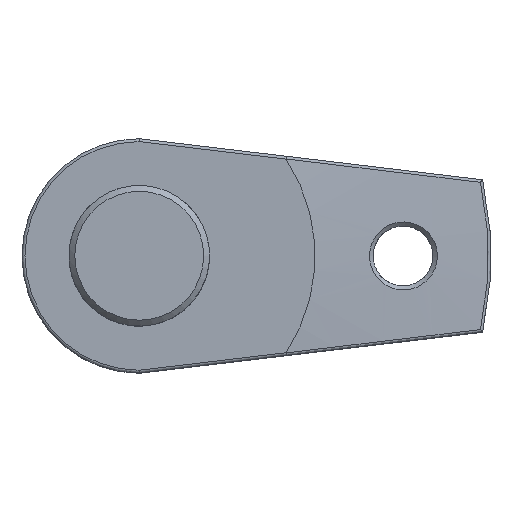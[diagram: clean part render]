
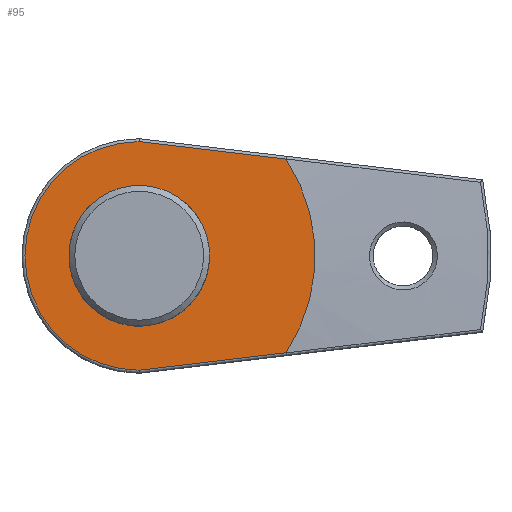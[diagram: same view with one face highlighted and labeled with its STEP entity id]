
A CAD part, top view. The second image highlights one B-rep face of the part: STEP entity #95.
In plain terms, the highlighted planar face has unit normal (0, 0, 1).
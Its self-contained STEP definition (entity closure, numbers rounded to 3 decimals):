
#95 = ADVANCED_FACE( '', ( #156, #157 ), #158, .T. );
#156 = FACE_OUTER_BOUND( '', #349, .T. );
#157 = FACE_BOUND( '', #350, .T. );
#158 = PLANE( '', #351 );
#349 = EDGE_LOOP( '', ( #533, #534, #535, #536 ) );
#350 = EDGE_LOOP( '', ( #537 ) );
#351 = AXIS2_PLACEMENT_3D( '', #538, #539, #540 );
#533 = ORIENTED_EDGE( '', *, *, #637, .T. );
#534 = ORIENTED_EDGE( '', *, *, #635, .T. );
#535 = ORIENTED_EDGE( '', *, *, #615, .T. );
#536 = ORIENTED_EDGE( '', *, *, #631, .T. );
#537 = ORIENTED_EDGE( '', *, *, #622, .F. );
#538 = CARTESIAN_POINT( '', ( 0., 0., 57. ) );
#539 = DIRECTION( '', ( 0., 0., 1. ) );
#540 = DIRECTION( '', ( 1., 0., 0. ) );
#615 = EDGE_CURVE( '', #690, #691, #692, .T. );
#622 = EDGE_CURVE( '', #704, #704, #705, .T. );
#631 = EDGE_CURVE( '', #691, #718, #719, .T. );
#635 = EDGE_CURVE( '', #723, #690, #725, .T. );
#637 = EDGE_CURVE( '', #718, #723, #727, .T. );
#690 = VERTEX_POINT( '', #881 );
#691 = VERTEX_POINT( '', #882 );
#692 = CIRCLE( '', #883, 30. );
#704 = VERTEX_POINT( '', #951 );
#705 = CIRCLE( '', #952, 12. );
#718 = VERTEX_POINT( '', #1129 );
#719 = LINE( '', #1130, #1131 );
#723 = VERTEX_POINT( '', #1141 );
#725 = LINE( '', #1148, #1149 );
#727 = CIRCLE( '', #1151, 19.5 );
#881 = CARTESIAN_POINT( '', ( 25.053, -16.502, 57. ) );
#882 = CARTESIAN_POINT( '', ( 25.053, 16.502, 57. ) );
#883 = AXIS2_PLACEMENT_3D( '', #1205, #1206, #1207 );
#951 = CARTESIAN_POINT( '', ( 11.915, 1.424, 57. ) );
#952 = AXIS2_PLACEMENT_3D( '', #1214, #1215, #1216 );
#1129 = CARTESIAN_POINT( '', ( -0.03, 19.5, 57. ) );
#1130 = CARTESIAN_POINT( '', ( -0.059, 19.504, 57. ) );
#1131 = VECTOR( '', #1226, 1000. );
#1141 = CARTESIAN_POINT( '', ( -0.03, -19.5, 57. ) );
#1148 = CARTESIAN_POINT( '', ( 24.625, -16.554, 57. ) );
#1149 = VECTOR( '', #1228, 1000. );
#1151 = AXIS2_PLACEMENT_3D( '', #1232, #1233, #1234 );
#1205 = CARTESIAN_POINT( '', ( 0., 0., 57. ) );
#1206 = DIRECTION( '', ( 0., 0., 1. ) );
#1207 = DIRECTION( '', ( 1., 0., 0. ) );
#1214 = CARTESIAN_POINT( '', ( 0., 0., 57. ) );
#1215 = DIRECTION( '', ( 0., 0., 1. ) );
#1216 = DIRECTION( '', ( 0.993, 0.119, 0. ) );
#1226 = DIRECTION( '', ( -0.993, 0.119, 0. ) );
#1228 = DIRECTION( '', ( 0.993, 0.119, 0. ) );
#1232 = CARTESIAN_POINT( '', ( 0., 0., 57. ) );
#1233 = DIRECTION( '', ( 0., 0., 1. ) );
#1234 = DIRECTION( '', ( 1., 0., 0. ) );
